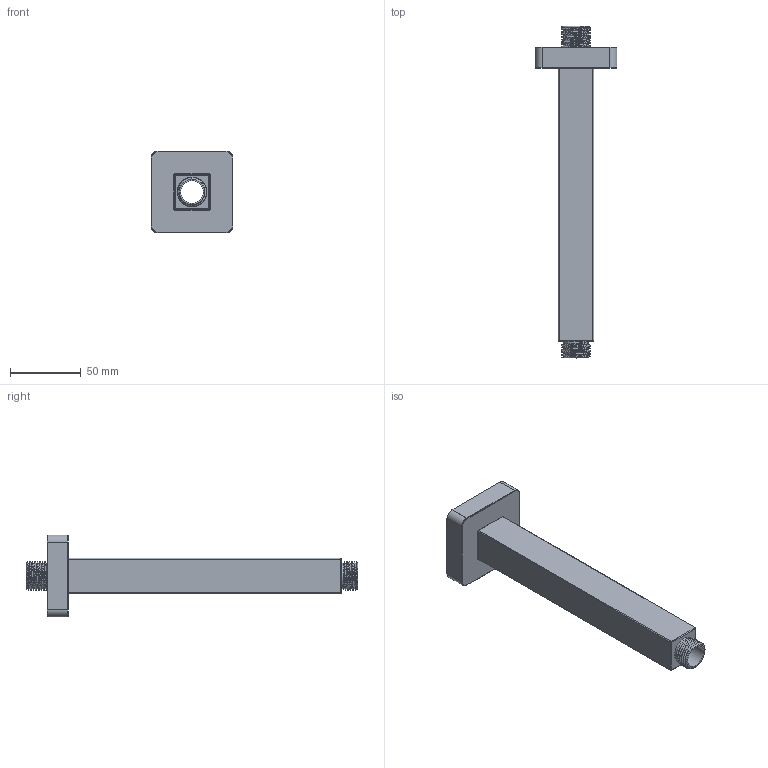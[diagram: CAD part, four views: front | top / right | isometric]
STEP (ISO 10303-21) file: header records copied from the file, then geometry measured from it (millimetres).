
FILE_DESCRIPTION((''),'2;1');
FILE_NAME('T11-200-C05_ASM','2019-12-05T',('Administrator'),(''),'PRO/ENGINEER BY PARAMETRIC TECHNOLOGY CORPORATION, 2010280','PRO/ENGINEER BY PARAMETRIC TECHNOLOGY CORPORATION, 2010280','');
FILE_SCHEMA(('CONFIG_CONTROL_DESIGN'));
Length unit declared in the file: millimetre
Products named in the file (3): T11-200; C05; T11-200-C05_ASM
Assembly tree (2 placements, depth 2):
  T11-200-C05_ASM
    T11-200
    C05
Bounding box: 58 x 235 x 58 mm (x, y, z)
Volume: 25923.2 mm3; surface area: 57403.7 mm2
Topology: 2 solids, 2 shells, 167 faces, 431 edges, 273 vertices
Faces by surface type: cylinder 82, plane 45, bspline 18, sphere 8, torus 8, cone 6
Entity records: 9213 total; most frequent: CARTESIAN_POINT 5224, ORIENTED_EDGE 862, DIRECTION 748, EDGE_CURVE 431, VERTEX_POINT 273, AXIS2_PLACEMENT_3D 270, VECTOR 208, LINE 208
